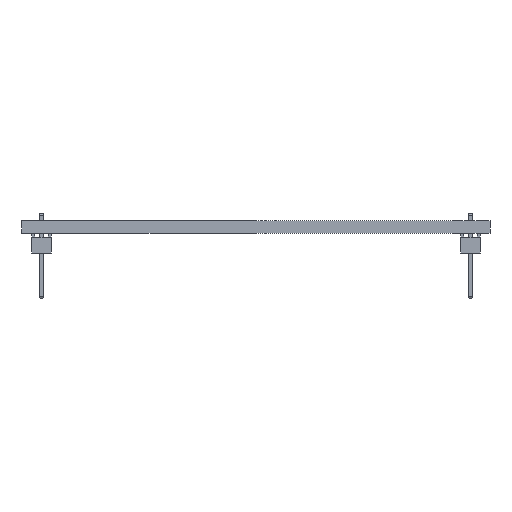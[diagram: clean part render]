
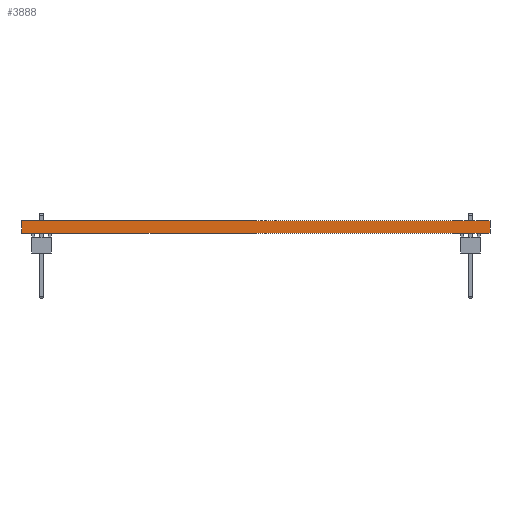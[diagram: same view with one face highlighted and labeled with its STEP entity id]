
A CAD part, left-side view. The second image highlights one B-rep face of the part: STEP entity #3888.
In plain terms, the highlighted planar face has unit normal (-1, 0, 0).
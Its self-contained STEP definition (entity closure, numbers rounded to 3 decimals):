
#71 = PLANE('',#72);
#72 = AXIS2_PLACEMENT_3D('',#73,#74,#75);
#73 = CARTESIAN_POINT('',(-73.5,-30.,0.));
#74 = DIRECTION('',(0.,1.,0.));
#75 = DIRECTION('',(1.,0.,0.));
#99 = PLANE('',#100);
#100 = AXIS2_PLACEMENT_3D('',#101,#102,#103);
#101 = CARTESIAN_POINT('',(-55.44,-30.,1.611));
#102 = DIRECTION('',(0.,0.,-1.));
#103 = DIRECTION('',(-1.,0.,0.));
#153 = PLANE('',#154);
#154 = AXIS2_PLACEMENT_3D('',#155,#156,#157);
#155 = CARTESIAN_POINT('',(-55.44,-30.,0.));
#156 = DIRECTION('',(0.,0.,-1.));
#157 = DIRECTION('',(-1.,0.,0.));
#3780 = PLANE('',#3781);
#3781 = AXIS2_PLACEMENT_3D('',#3782,#3783,#3784);
#3782 = CARTESIAN_POINT('',(-55.44,30.,0.));
#3783 = DIRECTION('',(0.,-1.,0.));
#3784 = DIRECTION('',(-1.,0.,0.));
#3818 = VERTEX_POINT('',#3819);
#3819 = CARTESIAN_POINT('',(-73.5,30.,1.611));
#3840 = EDGE_CURVE('',#3841,#3818,#3843,.T.);
#3841 = VERTEX_POINT('',#3842);
#3842 = CARTESIAN_POINT('',(-73.5,30.,0.));
#3843 = SURFACE_CURVE('',#3844,(#3848,#3855),.PCURVE_S1.);
#3844 = LINE('',#3845,#3846);
#3845 = CARTESIAN_POINT('',(-73.5,30.,0.));
#3846 = VECTOR('',#3847,1.);
#3847 = DIRECTION('',(0.,0.,1.));
#3848 = PCURVE('',#3780,#3849);
#3849 = DEFINITIONAL_REPRESENTATION('',(#3850),#3854);
#3850 = LINE('',#3851,#3852);
#3851 = CARTESIAN_POINT('',(18.06,0.));
#3852 = VECTOR('',#3853,1.);
#3853 = DIRECTION('',(0.,-1.));
#3854 = ( GEOMETRIC_REPRESENTATION_CONTEXT(2) 
PARAMETRIC_REPRESENTATION_CONTEXT() REPRESENTATION_CONTEXT('2D SPACE',''
  ) );
#3855 = PCURVE('',#3856,#3861);
#3856 = PLANE('',#3857);
#3857 = AXIS2_PLACEMENT_3D('',#3858,#3859,#3860);
#3858 = CARTESIAN_POINT('',(-73.5,30.,0.));
#3859 = DIRECTION('',(1.,0.,0.));
#3860 = DIRECTION('',(0.,-1.,0.));
#3861 = DEFINITIONAL_REPRESENTATION('',(#3862),#3866);
#3862 = LINE('',#3863,#3864);
#3863 = CARTESIAN_POINT('',(0.,0.));
#3864 = VECTOR('',#3865,1.);
#3865 = DIRECTION('',(0.,-1.));
#3866 = ( GEOMETRIC_REPRESENTATION_CONTEXT(2) 
PARAMETRIC_REPRESENTATION_CONTEXT() REPRESENTATION_CONTEXT('2D SPACE',''
  ) );
#3888 = ADVANCED_FACE('',(#3889),#3856,.F.);
#3889 = FACE_BOUND('',#3890,.F.);
#3890 = EDGE_LOOP('',(#3891,#3892,#3915,#3938));
#3891 = ORIENTED_EDGE('',*,*,#3840,.T.);
#3892 = ORIENTED_EDGE('',*,*,#3893,.T.);
#3893 = EDGE_CURVE('',#3818,#3894,#3896,.T.);
#3894 = VERTEX_POINT('',#3895);
#3895 = CARTESIAN_POINT('',(-73.5,-30.,1.611));
#3896 = SURFACE_CURVE('',#3897,(#3901,#3908),.PCURVE_S1.);
#3897 = LINE('',#3898,#3899);
#3898 = CARTESIAN_POINT('',(-73.5,30.,1.611));
#3899 = VECTOR('',#3900,1.);
#3900 = DIRECTION('',(0.,-1.,0.));
#3901 = PCURVE('',#3856,#3902);
#3902 = DEFINITIONAL_REPRESENTATION('',(#3903),#3907);
#3903 = LINE('',#3904,#3905);
#3904 = CARTESIAN_POINT('',(0.,-1.611));
#3905 = VECTOR('',#3906,1.);
#3906 = DIRECTION('',(1.,0.));
#3907 = ( GEOMETRIC_REPRESENTATION_CONTEXT(2) 
PARAMETRIC_REPRESENTATION_CONTEXT() REPRESENTATION_CONTEXT('2D SPACE',''
  ) );
#3908 = PCURVE('',#99,#3909);
#3909 = DEFINITIONAL_REPRESENTATION('',(#3910),#3914);
#3910 = LINE('',#3911,#3912);
#3911 = CARTESIAN_POINT('',(18.06,60.));
#3912 = VECTOR('',#3913,1.);
#3913 = DIRECTION('',(0.,-1.));
#3914 = ( GEOMETRIC_REPRESENTATION_CONTEXT(2) 
PARAMETRIC_REPRESENTATION_CONTEXT() REPRESENTATION_CONTEXT('2D SPACE',''
  ) );
#3915 = ORIENTED_EDGE('',*,*,#3916,.F.);
#3916 = EDGE_CURVE('',#3917,#3894,#3919,.T.);
#3917 = VERTEX_POINT('',#3918);
#3918 = CARTESIAN_POINT('',(-73.5,-30.,0.));
#3919 = SURFACE_CURVE('',#3920,(#3924,#3931),.PCURVE_S1.);
#3920 = LINE('',#3921,#3922);
#3921 = CARTESIAN_POINT('',(-73.5,-30.,0.));
#3922 = VECTOR('',#3923,1.);
#3923 = DIRECTION('',(0.,0.,1.));
#3924 = PCURVE('',#3856,#3925);
#3925 = DEFINITIONAL_REPRESENTATION('',(#3926),#3930);
#3926 = LINE('',#3927,#3928);
#3927 = CARTESIAN_POINT('',(60.,0.));
#3928 = VECTOR('',#3929,1.);
#3929 = DIRECTION('',(0.,-1.));
#3930 = ( GEOMETRIC_REPRESENTATION_CONTEXT(2) 
PARAMETRIC_REPRESENTATION_CONTEXT() REPRESENTATION_CONTEXT('2D SPACE',''
  ) );
#3931 = PCURVE('',#71,#3932);
#3932 = DEFINITIONAL_REPRESENTATION('',(#3933),#3937);
#3933 = LINE('',#3934,#3935);
#3934 = CARTESIAN_POINT('',(0.,0.));
#3935 = VECTOR('',#3936,1.);
#3936 = DIRECTION('',(0.,-1.));
#3937 = ( GEOMETRIC_REPRESENTATION_CONTEXT(2) 
PARAMETRIC_REPRESENTATION_CONTEXT() REPRESENTATION_CONTEXT('2D SPACE',''
  ) );
#3938 = ORIENTED_EDGE('',*,*,#3939,.F.);
#3939 = EDGE_CURVE('',#3841,#3917,#3940,.T.);
#3940 = SURFACE_CURVE('',#3941,(#3945,#3952),.PCURVE_S1.);
#3941 = LINE('',#3942,#3943);
#3942 = CARTESIAN_POINT('',(-73.5,30.,0.));
#3943 = VECTOR('',#3944,1.);
#3944 = DIRECTION('',(0.,-1.,0.));
#3945 = PCURVE('',#3856,#3946);
#3946 = DEFINITIONAL_REPRESENTATION('',(#3947),#3951);
#3947 = LINE('',#3948,#3949);
#3948 = CARTESIAN_POINT('',(0.,0.));
#3949 = VECTOR('',#3950,1.);
#3950 = DIRECTION('',(1.,0.));
#3951 = ( GEOMETRIC_REPRESENTATION_CONTEXT(2) 
PARAMETRIC_REPRESENTATION_CONTEXT() REPRESENTATION_CONTEXT('2D SPACE',''
  ) );
#3952 = PCURVE('',#153,#3953);
#3953 = DEFINITIONAL_REPRESENTATION('',(#3954),#3958);
#3954 = LINE('',#3955,#3956);
#3955 = CARTESIAN_POINT('',(18.06,60.));
#3956 = VECTOR('',#3957,1.);
#3957 = DIRECTION('',(0.,-1.));
#3958 = ( GEOMETRIC_REPRESENTATION_CONTEXT(2) 
PARAMETRIC_REPRESENTATION_CONTEXT() REPRESENTATION_CONTEXT('2D SPACE',''
  ) );
